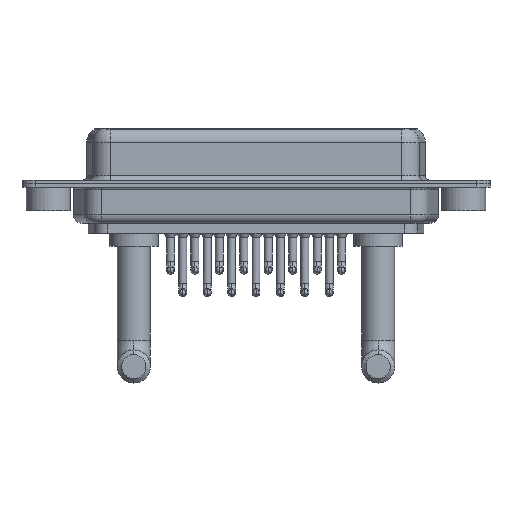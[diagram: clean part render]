
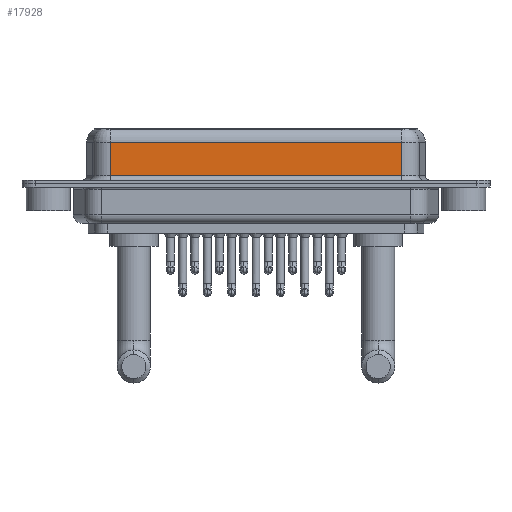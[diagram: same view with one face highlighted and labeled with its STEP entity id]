
A CAD part, front view. The second image highlights one B-rep face of the part: STEP entity #17928.
In plain terms, the highlighted planar face has unit normal (0, -1, 0).
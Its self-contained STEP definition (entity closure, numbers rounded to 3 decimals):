
#1203 = VERTEX_POINT ( 'NONE', #10481 ) ;
#1333 = LINE ( 'NONE', #14310, #2759 ) ;
#1338 = EDGE_CURVE ( 'NONE', #1203, #12211, #9402, .T. ) ;
#1379 = EDGE_CURVE ( 'NONE', #7415, #2751, #9509, .T. ) ;
#1561 = VECTOR ( 'NONE', #9195, 1000. ) ;
#1733 = ORIENTED_EDGE ( 'NONE', *, *, #1338, .T. ) ;
#2148 = EDGE_CURVE ( 'NONE', #2751, #1203, #1333, .T. ) ;
#2339 = CARTESIAN_POINT ( 'NONE',  ( 40.037, -3.95, 4.65 ) ) ;
#2751 = VERTEX_POINT ( 'NONE', #8409 ) ;
#2759 = VECTOR ( 'NONE', #17287, 1000. ) ;
#3163 = DIRECTION ( 'NONE',  ( 0., 0., 1. ) ) ;
#4508 = EDGE_CURVE ( 'NONE', #7415, #12211, #12339, .T. ) ;
#4856 = FACE_OUTER_BOUND ( 'NONE', #8890, .T. ) ;
#5059 = CARTESIAN_POINT ( 'NONE',  ( 40.037, -3.95, 0.9 ) ) ;
#6043 = CARTESIAN_POINT ( 'NONE',  ( 40.037, -3.95, 0.9 ) ) ;
#7296 = VECTOR ( 'NONE', #20496, 1000. ) ;
#7415 = VERTEX_POINT ( 'NONE', #2339 ) ;
#7930 = ORIENTED_EDGE ( 'NONE', *, *, #1379, .T. ) ;
#8409 = CARTESIAN_POINT ( 'NONE',  ( 7.013, -3.95, 4.65 ) ) ;
#8890 = EDGE_LOOP ( 'NONE', ( #12178, #7930, #12823, #1733 ) ) ;
#9195 = DIRECTION ( 'NONE',  ( 1., 0., 0. ) ) ;
#9402 = LINE ( 'NONE', #6043, #1561 ) ;
#9509 = LINE ( 'NONE', #14358, #13676 ) ;
#9600 = CARTESIAN_POINT ( 'NONE',  ( 40.037, -3.95, 6.4 ) ) ;
#10481 = CARTESIAN_POINT ( 'NONE',  ( 7.013, -3.95, 0.9 ) ) ;
#11871 = AXIS2_PLACEMENT_3D ( 'NONE', #9600, #17419, #3163 ) ;
#12178 = ORIENTED_EDGE ( 'NONE', *, *, #4508, .F. ) ;
#12211 = VERTEX_POINT ( 'NONE', #5059 ) ;
#12339 = LINE ( 'NONE', #14029, #7296 ) ;
#12667 = DIRECTION ( 'NONE',  ( -1., 0., 0. ) ) ;
#12823 = ORIENTED_EDGE ( 'NONE', *, *, #2148, .T. ) ;
#13676 = VECTOR ( 'NONE', #12667, 1000. ) ;
#14029 = CARTESIAN_POINT ( 'NONE',  ( 40.037, -3.95, 6.4 ) ) ;
#14310 = CARTESIAN_POINT ( 'NONE',  ( 7.013, -3.95, 6.4 ) ) ;
#14358 = CARTESIAN_POINT ( 'NONE',  ( 40.037, -3.95, 4.65 ) ) ;
#17287 = DIRECTION ( 'NONE',  ( 0., 0., -1. ) ) ;
#17419 = DIRECTION ( 'NONE',  ( 0., 1., 0. ) ) ;
#17928 = ADVANCED_FACE ( 'NONE', ( #4856 ), #19008, .F. ) ;
#19008 = PLANE ( 'NONE',  #11871 ) ;
#20496 = DIRECTION ( 'NONE',  ( 0., 0., -1. ) ) ;
